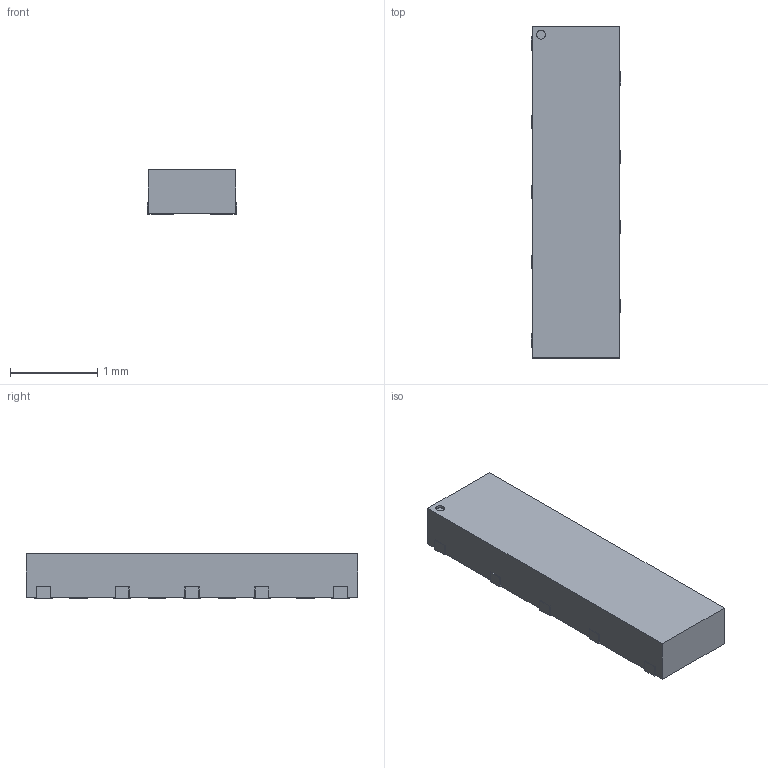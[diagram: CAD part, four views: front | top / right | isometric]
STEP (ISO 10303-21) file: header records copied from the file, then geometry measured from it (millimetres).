
FILE_DESCRIPTION(('FreeCAD Model'),'2;1');
FILE_NAME('Open CASCADE Shape Model','2024-11-18T01:15:17',( 'kicad StepUp'),('ksu MCAD'),'Open CASCADE STEP processor 7.6', 'FreeCAD','Unknown');
FILE_SCHEMA(('AUTOMOTIVE_DESIGN { 1 0 10303 214 1 1 1 1 }'));
Length unit declared in the file: millimetre
Products named in the file (1): Diodes_UDFN3810-9_TYPE_B
Bounding box: 1.02 x 3.8 x 0.51 mm (x, y, z)
Volume: 1.9 mm3; surface area: 12.5 mm2
Topology: 1 solids, 1 shells, 81 faces, 234 edges, 156 vertices
Faces by surface type: plane 79, cylinder 2
Full cylindrical faces by diameter (mm): 0.1 x1
Entity records: 3203 total; most frequent: CARTESIAN_POINT 472, ORIENTED_EDGE 468, DIRECTION 402, EDGE_CURVE 234, LINE 230, VECTOR 230, VERTEX_POINT 156, AXIS2_PLACEMENT_3D 86
